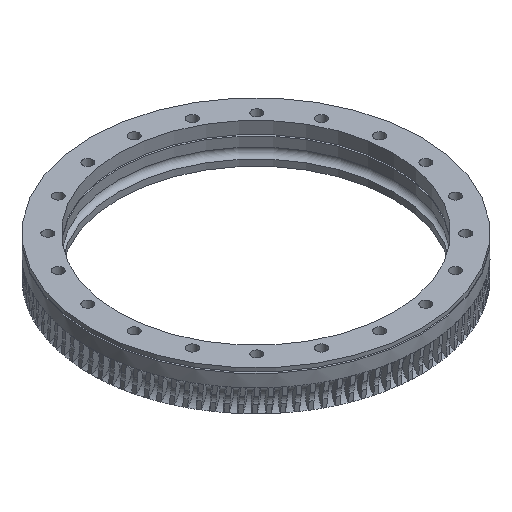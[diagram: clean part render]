
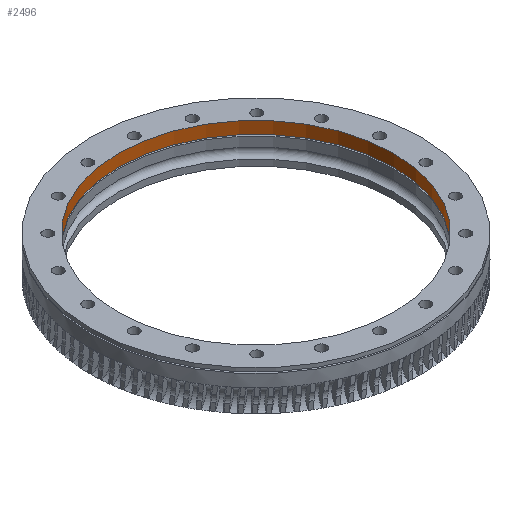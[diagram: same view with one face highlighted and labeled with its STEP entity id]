
A CAD part, isometric view. The second image highlights one B-rep face of the part: STEP entity #2496.
In plain terms, the highlighted cylindrical face has radius 264.34 mm (diameter 528.68 mm), a full revolution.
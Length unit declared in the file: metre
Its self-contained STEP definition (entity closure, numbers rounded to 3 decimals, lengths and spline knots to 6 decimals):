
#2496 = ADVANCED_FACE( '', ( #5130, #5131 ), #5132, .F. );
#5130 = FACE_OUTER_BOUND( '', #7850, .T. );
#5131 = FACE_OUTER_BOUND( '', #7851, .T. );
#5132 = CYLINDRICAL_SURFACE( '', #7852, 0.26434 );
#7850 = EDGE_LOOP( '', ( #15378 ) );
#7851 = EDGE_LOOP( '', ( #15379 ) );
#7852 = AXIS2_PLACEMENT_3D( '', #15380, #15381, #15382 );
#15378 = ORIENTED_EDGE( '', *, *, #19119, .F. );
#15379 = ORIENTED_EDGE( '', *, *, #19167, .T. );
#15380 = CARTESIAN_POINT( '', ( 0., 0., 0.646159 ) );
#15381 = DIRECTION( '', ( 0., 0., 1. ) );
#15382 = DIRECTION( '', ( -1., 0., 0. ) );
#19119 = EDGE_CURVE( '', #23644, #23644, #23645, .T. );
#19167 = EDGE_CURVE( '', #23693, #23693, #23694, .T. );
#23644 = VERTEX_POINT( '', #39762 );
#23645 = CIRCLE( '', #39763, 0.26434 );
#23693 = VERTEX_POINT( '', #39997 );
#23694 = CIRCLE( '', #39998, 0.26434 );
#39762 = CARTESIAN_POINT( '', ( -0.26434, 0., 0.6426 ) );
#39763 = AXIS2_PLACEMENT_3D( '', #42714, #42715, #42716 );
#39997 = CARTESIAN_POINT( '', ( -0.26434, 0., 0.619414 ) );
#39998 = AXIS2_PLACEMENT_3D( '', #42726, #42727, #42728 );
#42714 = CARTESIAN_POINT( '', ( 0., 0., 0.6426 ) );
#42715 = DIRECTION( '', ( 0., 0., -1. ) );
#42716 = DIRECTION( '', ( -1., 0., 0. ) );
#42726 = CARTESIAN_POINT( '', ( 0., 0., 0.619414 ) );
#42727 = DIRECTION( '', ( 0., 0., -1. ) );
#42728 = DIRECTION( '', ( -1., 0., 0. ) );
